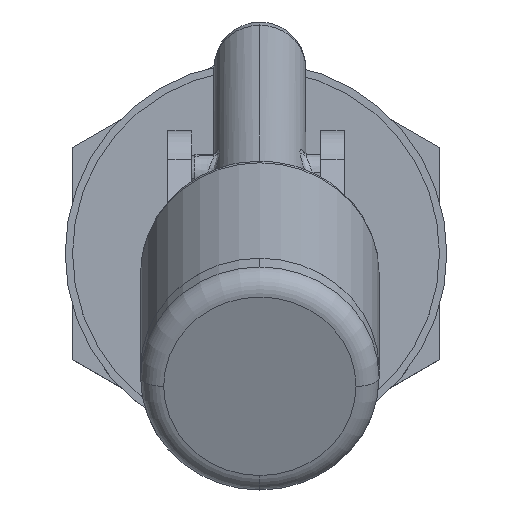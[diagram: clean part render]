
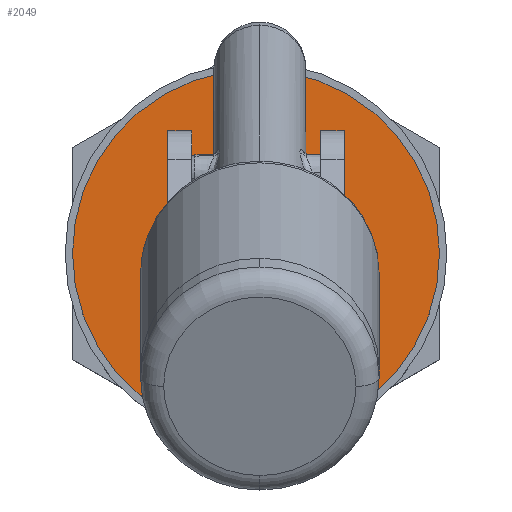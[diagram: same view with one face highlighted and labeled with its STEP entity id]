
A CAD part, top view. The second image highlights one B-rep face of the part: STEP entity #2049.
In plain terms, the highlighted planar face has unit normal (0, 0, 1).
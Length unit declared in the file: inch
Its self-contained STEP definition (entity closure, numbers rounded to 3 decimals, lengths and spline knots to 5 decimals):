
#25 = CARTESIAN_POINT ( 'NONE',  ( 0., -0.022, 0. ) ) ;
#53 = EDGE_CURVE ( 'NONE', #345, #6191, #5643, .T. ) ;
#188 = EDGE_LOOP ( 'NONE', ( #1409, #1102, #1954, #1582 ) ) ;
#345 = VERTEX_POINT ( 'NONE', #5903 ) ;
#634 = VECTOR ( 'NONE', #1180, 39.37008 ) ;
#652 = CIRCLE ( 'NONE', #2189, 0.5 ) ;
#738 = CARTESIAN_POINT ( 'NONE',  ( 0.2505, -0.022, 0. ) ) ;
#936 = LINE ( 'NONE', #6113, #6302 ) ;
#1102 = ORIENTED_EDGE ( 'NONE', *, *, #5990, .T. ) ;
#1142 = ORIENTED_EDGE ( 'NONE', *, *, #4216, .F. ) ;
#1180 = DIRECTION ( 'NONE',  ( 0., -1., 0. ) ) ;
#1218 = EDGE_CURVE ( 'NONE', #2676, #3293, #652, .T. ) ;
#1409 = ORIENTED_EDGE ( 'NONE', *, *, #53, .T. ) ;
#1451 = DIRECTION ( 'NONE',  ( 0., 0., -1. ) ) ;
#1528 = FACE_OUTER_BOUND ( 'NONE', #5175, .T. ) ;
#1582 = ORIENTED_EDGE ( 'NONE', *, *, #5451, .F. ) ;
#1746 = LINE ( 'NONE', #4018, #634 ) ;
#1839 = CARTESIAN_POINT ( 'NONE',  ( -0.2505, 0.07266, 0. ) ) ;
#1917 = AXIS2_PLACEMENT_3D ( 'NONE', #4723, #1451, #3577 ) ;
#1954 = ORIENTED_EDGE ( 'NONE', *, *, #5540, .F. ) ;
#2049 = ADVANCED_FACE ( 'NONE', ( #1528, #6178 ), #7278, .F. ) ;
#2064 = CARTESIAN_POINT ( 'NONE',  ( -0.2505, -0.022, 0. ) ) ;
#2189 = AXIS2_PLACEMENT_3D ( 'NONE', #5426, #3594, #4177 ) ;
#2377 = CIRCLE ( 'NONE', #4634, 0.2505 ) ;
#2676 = VERTEX_POINT ( 'NONE', #5883 ) ;
#2783 = DIRECTION ( 'NONE',  ( 0., 0., -1. ) ) ;
#2901 = VERTEX_POINT ( 'NONE', #2064 ) ;
#2919 = CARTESIAN_POINT ( 'NONE',  ( 0.2505, 0.03117, 0. ) ) ;
#3293 = VERTEX_POINT ( 'NONE', #3804 ) ;
#3341 = DIRECTION ( 'NONE',  ( 0., 0., -1. ) ) ;
#3577 = DIRECTION ( 'NONE',  ( -1., 0., 0. ) ) ;
#3594 = DIRECTION ( 'NONE',  ( 0., 0., -1. ) ) ;
#3804 = CARTESIAN_POINT ( 'NONE',  ( 0.5, 0., 0. ) ) ;
#4018 = CARTESIAN_POINT ( 'NONE',  ( -0.2505, 0., 0. ) ) ;
#4101 = DIRECTION ( 'NONE',  ( 0., -1., 0. ) ) ;
#4105 = AXIS2_PLACEMENT_3D ( 'NONE', #4346, #3341, #6593 ) ;
#4177 = DIRECTION ( 'NONE',  ( -1., 0., 0. ) ) ;
#4216 = EDGE_CURVE ( 'NONE', #3293, #2676, #4880, .T. ) ;
#4346 = CARTESIAN_POINT ( 'NONE',  ( 0., 0., 0. ) ) ;
#4522 = DIRECTION ( 'NONE',  ( 1., 0., 0. ) ) ;
#4634 = AXIS2_PLACEMENT_3D ( 'NONE', #25, #2783, #4522 ) ;
#4723 = CARTESIAN_POINT ( 'NONE',  ( 0., 0., 0. ) ) ;
#4880 = CIRCLE ( 'NONE', #1917, 0.5 ) ;
#5126 = VERTEX_POINT ( 'NONE', #1839 ) ;
#5175 = EDGE_LOOP ( 'NONE', ( #1142, #7060 ) ) ;
#5426 = CARTESIAN_POINT ( 'NONE',  ( 0., 0., 0. ) ) ;
#5451 = EDGE_CURVE ( 'NONE', #345, #5126, #936, .T. ) ;
#5540 = EDGE_CURVE ( 'NONE', #5126, #2901, #1746, .T. ) ;
#5643 = LINE ( 'NONE', #2919, #6549 ) ;
#5883 = CARTESIAN_POINT ( 'NONE',  ( -0.5, 0., 0. ) ) ;
#5903 = CARTESIAN_POINT ( 'NONE',  ( 0.2505, 0.07234, 0. ) ) ;
#5990 = EDGE_CURVE ( 'NONE', #6191, #2901, #2377, .T. ) ;
#6113 = CARTESIAN_POINT ( 'NONE',  ( 0.2505, 0.07234, 0. ) ) ;
#6178 = FACE_BOUND ( 'NONE', #188, .T. ) ;
#6191 = VERTEX_POINT ( 'NONE', #738 ) ;
#6302 = VECTOR ( 'NONE', #6597, 39.37008 ) ;
#6549 = VECTOR ( 'NONE', #4101, 39.37008 ) ;
#6593 = DIRECTION ( 'NONE',  ( -1., 0., 0. ) ) ;
#6597 = DIRECTION ( 'NONE',  ( -1., 0.001, 0. ) ) ;
#7060 = ORIENTED_EDGE ( 'NONE', *, *, #1218, .F. ) ;
#7278 = PLANE ( 'NONE',  #4105 ) ;
